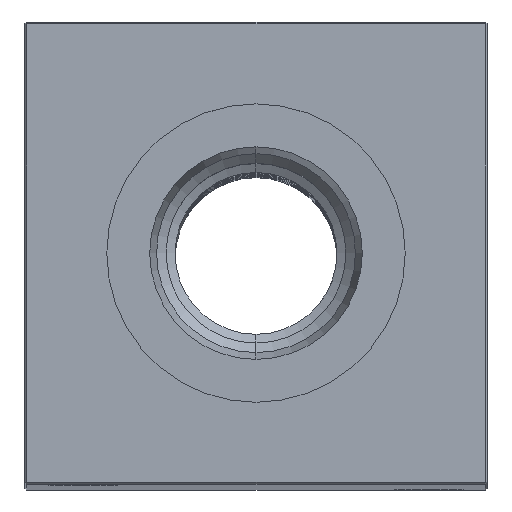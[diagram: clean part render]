
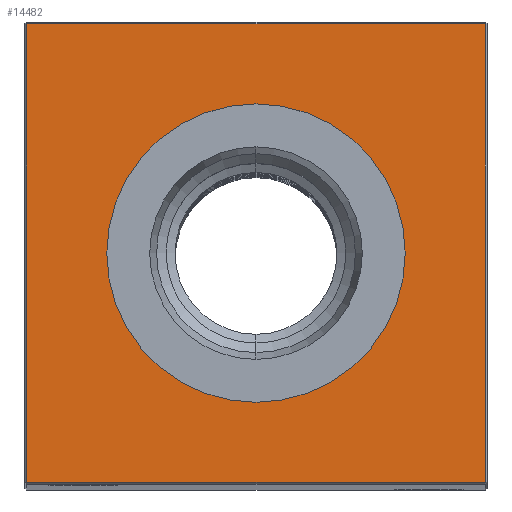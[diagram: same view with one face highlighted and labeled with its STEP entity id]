
A CAD part, top view. The second image highlights one B-rep face of the part: STEP entity #14482.
In plain terms, the highlighted planar face has unit normal (0, 0, 1).
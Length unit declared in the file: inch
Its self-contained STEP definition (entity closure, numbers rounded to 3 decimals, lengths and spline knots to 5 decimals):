
#474 = CARTESIAN_POINT ( 'NONE',  ( 0., 0., 18. ) ) ;
#735 = ORIENTED_EDGE ( 'NONE', *, *, #30580, .T. ) ;
#1043 = CIRCLE ( 'NONE', #5015, 0.80709 ) ;
#1121 = CARTESIAN_POINT ( 'NONE',  ( -1.24, -1.24, 18. ) ) ;
#1539 = EDGE_CURVE ( 'NONE', #5386, #2217, #17889, .T. ) ;
#2217 = VERTEX_POINT ( 'NONE', #23667 ) ;
#2354 = VECTOR ( 'NONE', #3182, 39.37008 ) ;
#2386 = PLANE ( 'NONE',  #5112 ) ;
#3182 = DIRECTION ( 'NONE',  ( 1., 0., 0. ) ) ;
#3302 = DIRECTION ( 'NONE',  ( 0., 1., 0. ) ) ;
#3539 = CARTESIAN_POINT ( 'NONE',  ( 0., -0.80709, 18. ) ) ;
#3736 = CARTESIAN_POINT ( 'NONE',  ( -1.24, 0., 18. ) ) ;
#4458 = DIRECTION ( 'NONE',  ( -1., 0., 0. ) ) ;
#4571 = CARTESIAN_POINT ( 'NONE',  ( 1.24, -1.24, 18. ) ) ;
#5015 = AXIS2_PLACEMENT_3D ( 'NONE', #30149, #6184, #17854 ) ;
#5112 = AXIS2_PLACEMENT_3D ( 'NONE', #28709, #21075, #7087 ) ;
#5386 = VERTEX_POINT ( 'NONE', #3539 ) ;
#5682 = CARTESIAN_POINT ( 'NONE',  ( 0., -1.24, 18. ) ) ;
#6066 = VECTOR ( 'NONE', #3302, 39.37008 ) ;
#6184 = DIRECTION ( 'NONE',  ( 0., 0., -1. ) ) ;
#6882 = VERTEX_POINT ( 'NONE', #4571 ) ;
#7048 = VECTOR ( 'NONE', #27565, 39.37008 ) ;
#7087 = DIRECTION ( 'NONE',  ( -1., 0., 0. ) ) ;
#7156 = ORIENTED_EDGE ( 'NONE', *, *, #21057, .T. ) ;
#7409 = ORIENTED_EDGE ( 'NONE', *, *, #16760, .T. ) ;
#7804 = DIRECTION ( 'NONE',  ( -1., 0., 0. ) ) ;
#9123 = FACE_BOUND ( 'NONE', #18488, .T. ) ;
#9562 = ORIENTED_EDGE ( 'NONE', *, *, #1539, .T. ) ;
#9768 = VERTEX_POINT ( 'NONE', #16945 ) ;
#10814 = CARTESIAN_POINT ( 'NONE',  ( -1.24, 1.24, 18. ) ) ;
#12822 = CARTESIAN_POINT ( 'NONE',  ( 1.24, 0., 18. ) ) ;
#13279 = EDGE_LOOP ( 'NONE', ( #7409, #7156, #735, #24714 ) ) ;
#14482 = ADVANCED_FACE ( 'NONE', ( #16422, #9123 ), #2386, .F. ) ;
#15033 = LINE ( 'NONE', #5682, #2354 ) ;
#15118 = EDGE_CURVE ( 'NONE', #9768, #28953, #21105, .T. ) ;
#15735 = LINE ( 'NONE', #3736, #7048 ) ;
#16422 = FACE_OUTER_BOUND ( 'NONE', #13279, .T. ) ;
#16760 = EDGE_CURVE ( 'NONE', #28953, #26041, #15735, .T. ) ;
#16945 = CARTESIAN_POINT ( 'NONE',  ( 1.24, 1.24, 18. ) ) ;
#17854 = DIRECTION ( 'NONE',  ( -1., 0., 0. ) ) ;
#17889 = CIRCLE ( 'NONE', #28315, 0.80709 ) ;
#18488 = EDGE_LOOP ( 'NONE', ( #27018, #9562 ) ) ;
#19027 = VECTOR ( 'NONE', #4458, 39.37008 ) ;
#21057 = EDGE_CURVE ( 'NONE', #26041, #6882, #15033, .T. ) ;
#21075 = DIRECTION ( 'NONE',  ( 0., 0., -1. ) ) ;
#21105 = LINE ( 'NONE', #30481, #19027 ) ;
#23667 = CARTESIAN_POINT ( 'NONE',  ( 0., 0.80709, 18. ) ) ;
#24630 = LINE ( 'NONE', #12822, #6066 ) ;
#24714 = ORIENTED_EDGE ( 'NONE', *, *, #15118, .T. ) ;
#26041 = VERTEX_POINT ( 'NONE', #1121 ) ;
#26780 = DIRECTION ( 'NONE',  ( 0., 0., -1. ) ) ;
#27018 = ORIENTED_EDGE ( 'NONE', *, *, #29547, .T. ) ;
#27565 = DIRECTION ( 'NONE',  ( 0., -1., 0. ) ) ;
#28315 = AXIS2_PLACEMENT_3D ( 'NONE', #474, #26780, #7804 ) ;
#28709 = CARTESIAN_POINT ( 'NONE',  ( 0., 0., 18. ) ) ;
#28953 = VERTEX_POINT ( 'NONE', #10814 ) ;
#29547 = EDGE_CURVE ( 'NONE', #2217, #5386, #1043, .T. ) ;
#30149 = CARTESIAN_POINT ( 'NONE',  ( 0., 0., 18. ) ) ;
#30481 = CARTESIAN_POINT ( 'NONE',  ( 0., 1.24, 18. ) ) ;
#30580 = EDGE_CURVE ( 'NONE', #6882, #9768, #24630, .T. ) ;
